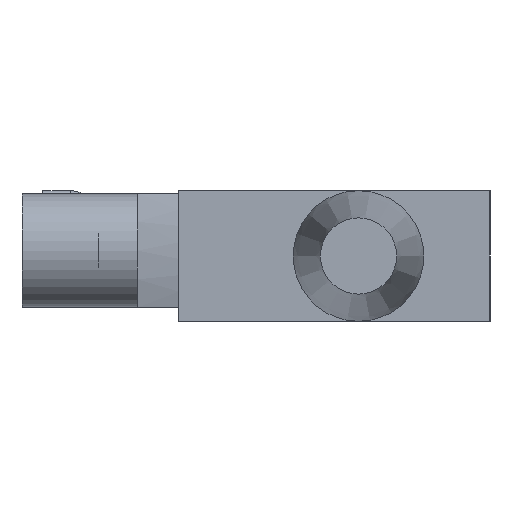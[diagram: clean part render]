
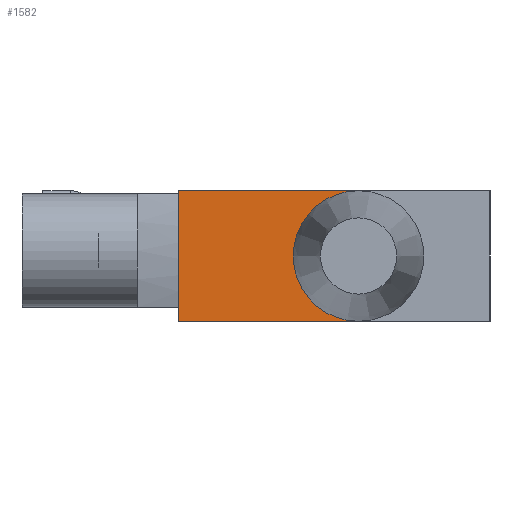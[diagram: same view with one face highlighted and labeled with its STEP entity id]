
A CAD part, left-side view. The second image highlights one B-rep face of the part: STEP entity #1582.
In plain terms, the highlighted face is planar.
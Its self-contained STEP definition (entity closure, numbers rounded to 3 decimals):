
#620 = PLANE('',#621);
#621 = AXIS2_PLACEMENT_3D('',#622,#623,#624);
#622 = CARTESIAN_POINT('',(65.,11.43,0.));
#623 = DIRECTION('',(0.,-1.,0.));
#624 = DIRECTION('',(-1.,0.,0.));
#910 = VERTEX_POINT('',#911);
#911 = CARTESIAN_POINT('',(0.,11.43,4.8));
#925 = PLANE('',#926);
#926 = AXIS2_PLACEMENT_3D('',#927,#928,#929);
#927 = CARTESIAN_POINT('',(32.5,5.715,4.8));
#928 = DIRECTION('',(0.,0.,1.));
#929 = DIRECTION('',(1.,0.,0.));
#937 = EDGE_CURVE('',#938,#910,#940,.T.);
#938 = VERTEX_POINT('',#939);
#939 = CARTESIAN_POINT('',(0.,11.43,0.));
#940 = SURFACE_CURVE('',#941,(#945,#952),.PCURVE_S1.);
#941 = LINE('',#942,#943);
#942 = CARTESIAN_POINT('',(0.,11.43,0.));
#943 = VECTOR('',#944,1.);
#944 = DIRECTION('',(0.,0.,1.));
#945 = PCURVE('',#620,#946);
#946 = DEFINITIONAL_REPRESENTATION('',(#947),#951);
#947 = LINE('',#948,#949);
#948 = CARTESIAN_POINT('',(65.,0.));
#949 = VECTOR('',#950,1.);
#950 = DIRECTION('',(0.,-1.));
#951 = ( GEOMETRIC_REPRESENTATION_CONTEXT(2) 
PARAMETRIC_REPRESENTATION_CONTEXT() REPRESENTATION_CONTEXT('2D SPACE',''
  ) );
#952 = PCURVE('',#953,#958);
#953 = PLANE('',#954);
#954 = AXIS2_PLACEMENT_3D('',#955,#956,#957);
#955 = CARTESIAN_POINT('',(0.,11.43,0.));
#956 = DIRECTION('',(1.,0.,0.));
#957 = DIRECTION('',(0.,-1.,0.));
#958 = DEFINITIONAL_REPRESENTATION('',(#959),#963);
#959 = LINE('',#960,#961);
#960 = CARTESIAN_POINT('',(0.,0.));
#961 = VECTOR('',#962,1.);
#962 = DIRECTION('',(0.,-1.));
#963 = ( GEOMETRIC_REPRESENTATION_CONTEXT(2) 
PARAMETRIC_REPRESENTATION_CONTEXT() REPRESENTATION_CONTEXT('2D SPACE',''
  ) );
#979 = PLANE('',#980);
#980 = AXIS2_PLACEMENT_3D('',#981,#982,#983);
#981 = CARTESIAN_POINT('',(32.5,5.715,0.));
#982 = DIRECTION('',(0.,0.,1.));
#983 = DIRECTION('',(1.,0.,0.));
#1315 = EDGE_CURVE('',#938,#1316,#1318,.T.);
#1316 = VERTEX_POINT('',#1317);
#1317 = CARTESIAN_POINT('',(0.,4.83,0.));
#1318 = SURFACE_CURVE('',#1319,(#1323,#1330),.PCURVE_S1.);
#1319 = LINE('',#1320,#1321);
#1320 = CARTESIAN_POINT('',(0.,11.43,0.));
#1321 = VECTOR('',#1322,1.);
#1322 = DIRECTION('',(0.,-1.,0.));
#1323 = PCURVE('',#979,#1324);
#1324 = DEFINITIONAL_REPRESENTATION('',(#1325),#1329);
#1325 = LINE('',#1326,#1327);
#1326 = CARTESIAN_POINT('',(-32.5,5.715));
#1327 = VECTOR('',#1328,1.);
#1328 = DIRECTION('',(0.,-1.));
#1329 = ( GEOMETRIC_REPRESENTATION_CONTEXT(2) 
PARAMETRIC_REPRESENTATION_CONTEXT() REPRESENTATION_CONTEXT('2D SPACE',''
  ) );
#1330 = PCURVE('',#953,#1331);
#1331 = DEFINITIONAL_REPRESENTATION('',(#1332),#1336);
#1332 = LINE('',#1333,#1334);
#1333 = CARTESIAN_POINT('',(0.,0.));
#1334 = VECTOR('',#1335,1.);
#1335 = DIRECTION('',(1.,0.));
#1336 = ( GEOMETRIC_REPRESENTATION_CONTEXT(2) 
PARAMETRIC_REPRESENTATION_CONTEXT() REPRESENTATION_CONTEXT('2D SPACE',''
  ) );
#1415 = EDGE_CURVE('',#910,#1416,#1418,.T.);
#1416 = VERTEX_POINT('',#1417);
#1417 = CARTESIAN_POINT('',(0.,4.83,4.8));
#1418 = SURFACE_CURVE('',#1419,(#1423,#1430),.PCURVE_S1.);
#1419 = LINE('',#1420,#1421);
#1420 = CARTESIAN_POINT('',(0.,11.43,4.8));
#1421 = VECTOR('',#1422,1.);
#1422 = DIRECTION('',(0.,-1.,0.));
#1423 = PCURVE('',#925,#1424);
#1424 = DEFINITIONAL_REPRESENTATION('',(#1425),#1429);
#1425 = LINE('',#1426,#1427);
#1426 = CARTESIAN_POINT('',(-32.5,5.715));
#1427 = VECTOR('',#1428,1.);
#1428 = DIRECTION('',(0.,-1.));
#1429 = ( GEOMETRIC_REPRESENTATION_CONTEXT(2) 
PARAMETRIC_REPRESENTATION_CONTEXT() REPRESENTATION_CONTEXT('2D SPACE',''
  ) );
#1430 = PCURVE('',#953,#1431);
#1431 = DEFINITIONAL_REPRESENTATION('',(#1432),#1436);
#1432 = LINE('',#1433,#1434);
#1433 = CARTESIAN_POINT('',(0.,-4.8));
#1434 = VECTOR('',#1435,1.);
#1435 = DIRECTION('',(1.,0.));
#1436 = ( GEOMETRIC_REPRESENTATION_CONTEXT(2) 
PARAMETRIC_REPRESENTATION_CONTEXT() REPRESENTATION_CONTEXT('2D SPACE',''
  ) );
#1582 = ADVANCED_FACE('',(#1583),#953,.F.);
#1583 = FACE_BOUND('',#1584,.F.);
#1584 = EDGE_LOOP('',(#1585,#1586,#1587,#1588));
#1585 = ORIENTED_EDGE('',*,*,#1315,.F.);
#1586 = ORIENTED_EDGE('',*,*,#937,.T.);
#1587 = ORIENTED_EDGE('',*,*,#1415,.T.);
#1588 = ORIENTED_EDGE('',*,*,#1589,.T.);
#1589 = EDGE_CURVE('',#1416,#1316,#1590,.T.);
#1590 = SURFACE_CURVE('',#1591,(#1596,#1607),.PCURVE_S1.);
#1591 = CIRCLE('',#1592,2.4);
#1592 = AXIS2_PLACEMENT_3D('',#1593,#1594,#1595);
#1593 = CARTESIAN_POINT('',(0.,4.83,2.4));
#1594 = DIRECTION('',(-1.,0.,0.));
#1595 = DIRECTION('',(0.,-1.,0.));
#1596 = PCURVE('',#953,#1597);
#1597 = DEFINITIONAL_REPRESENTATION('',(#1598),#1606);
#1598 = ( BOUNDED_CURVE() B_SPLINE_CURVE(2,(#1599,#1600,#1601,#1602,
#1603,#1604,#1605),.UNSPECIFIED.,.T.,.F.) B_SPLINE_CURVE_WITH_KNOTS((1,2
    ,2,2,2,1),(-2.094,0.,2.094,4.189,
6.283,8.378),.UNSPECIFIED.) CURVE() 
GEOMETRIC_REPRESENTATION_ITEM() RATIONAL_B_SPLINE_CURVE((1.,0.5,1.,0.5,
1.,0.5,1.)) REPRESENTATION_ITEM('') );
#1599 = CARTESIAN_POINT('',(9.,-2.4));
#1600 = CARTESIAN_POINT('',(9.,-6.557));
#1601 = CARTESIAN_POINT('',(5.4,-4.478));
#1602 = CARTESIAN_POINT('',(1.8,-2.4));
#1603 = CARTESIAN_POINT('',(5.4,-0.322));
#1604 = CARTESIAN_POINT('',(9.,1.757));
#1605 = CARTESIAN_POINT('',(9.,-2.4));
#1606 = ( GEOMETRIC_REPRESENTATION_CONTEXT(2) 
PARAMETRIC_REPRESENTATION_CONTEXT() REPRESENTATION_CONTEXT('2D SPACE',''
  ) );
#1607 = PCURVE('',#1608,#1613);
#1608 = CYLINDRICAL_SURFACE('',#1609,2.4);
#1609 = AXIS2_PLACEMENT_3D('',#1610,#1611,#1612);
#1610 = CARTESIAN_POINT('',(0.,4.83,2.4));
#1611 = DIRECTION('',(1.,0.,0.));
#1612 = DIRECTION('',(0.,-1.,0.));
#1613 = DEFINITIONAL_REPRESENTATION('',(#1614),#1618);
#1614 = LINE('',#1615,#1616);
#1615 = CARTESIAN_POINT('',(-0.,0.));
#1616 = VECTOR('',#1617,1.);
#1617 = DIRECTION('',(-1.,0.));
#1618 = ( GEOMETRIC_REPRESENTATION_CONTEXT(2) 
PARAMETRIC_REPRESENTATION_CONTEXT() REPRESENTATION_CONTEXT('2D SPACE',''
  ) );
